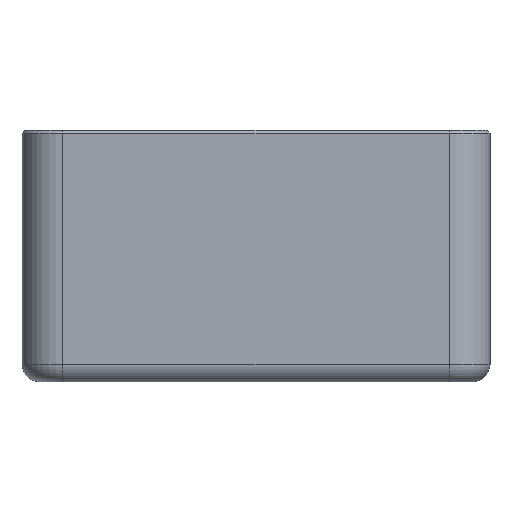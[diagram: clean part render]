
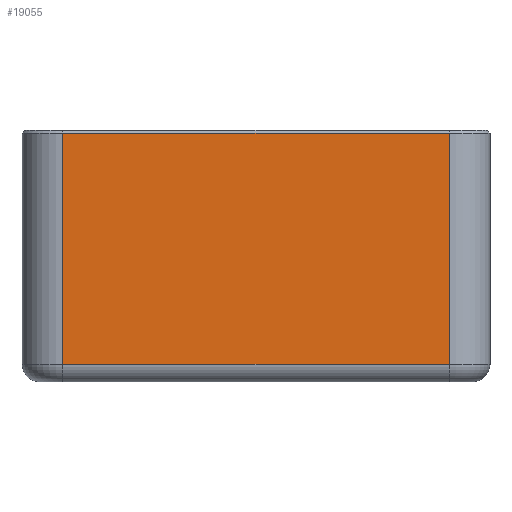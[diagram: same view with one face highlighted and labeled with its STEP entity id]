
A CAD part, front view. The second image highlights one B-rep face of the part: STEP entity #19055.
In plain terms, the highlighted planar face has unit normal (0, -1, 0).
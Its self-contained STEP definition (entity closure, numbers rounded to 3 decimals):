
#2257=PLANE('',#21297);
#2557=LINE('',#31234,#3669);
#2562=LINE('',#31250,#3674);
#3385=LINE('',#34466,#4497);
#3389=LINE('',#34489,#4501);
#3669=VECTOR('',#23836,10.);
#3674=VECTOR('',#23855,10.);
#4497=VECTOR('',#27512,10.);
#4501=VECTOR('',#27550,10.);
#6006=FACE_OUTER_BOUND('',#6924,.T.);
#6924=EDGE_LOOP('',(#18123,#18124,#18125,#18126));
#9829=VERTEX_POINT('',#31228);
#9830=VERTEX_POINT('',#31232);
#9834=VERTEX_POINT('',#31248);
#10648=VERTEX_POINT('',#34464);
#11601=EDGE_CURVE('',#9829,#9830,#2557,.T.);
#11609=EDGE_CURVE('',#9834,#9829,#2562,.T.);
#13143=EDGE_CURVE('',#10648,#9834,#3385,.T.);
#13154=EDGE_CURVE('',#9830,#10648,#3389,.T.);
#18123=ORIENTED_EDGE('',*,*,#11601,.F.);
#18124=ORIENTED_EDGE('',*,*,#11609,.F.);
#18125=ORIENTED_EDGE('',*,*,#13143,.F.);
#18126=ORIENTED_EDGE('',*,*,#13154,.F.);
#19055=ADVANCED_FACE('',(#6006),#2257,.T.);
#21297=AXIS2_PLACEMENT_3D('',#34488,#27548,#27549);
#23836=DIRECTION('',(1.,0.,0.));
#23855=DIRECTION('',(0.,0.,1.));
#27512=DIRECTION('',(-1.,0.,0.));
#27548=DIRECTION('center_axis',(0.,-1.,0.));
#27549=DIRECTION('ref_axis',(1.,0.,0.));
#27550=DIRECTION('',(0.,0.,-1.));
#31228=CARTESIAN_POINT('',(-33.,-60.,42.5));
#31232=CARTESIAN_POINT('',(33.,-60.,42.5));
#31234=CARTESIAN_POINT('',(-20.,-60.,42.5));
#31248=CARTESIAN_POINT('',(-33.,-60.,3.));
#31250=CARTESIAN_POINT('',(-33.,-60.,0.));
#34464=CARTESIAN_POINT('',(33.,-60.,3.));
#34466=CARTESIAN_POINT('',(-20.,-60.,3.));
#34488=CARTESIAN_POINT('Origin',(-40.,-60.,0.));
#34489=CARTESIAN_POINT('',(33.,-60.,0.));
